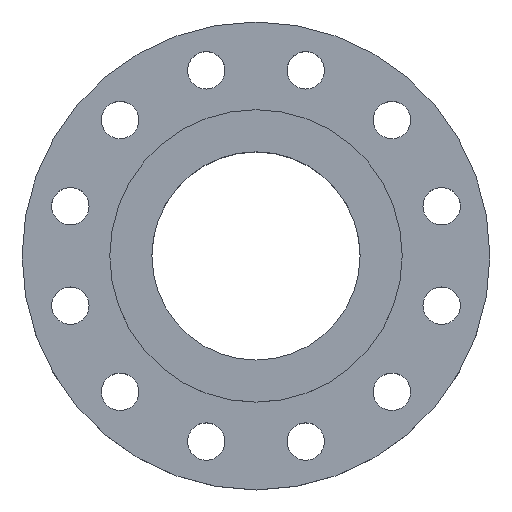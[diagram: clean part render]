
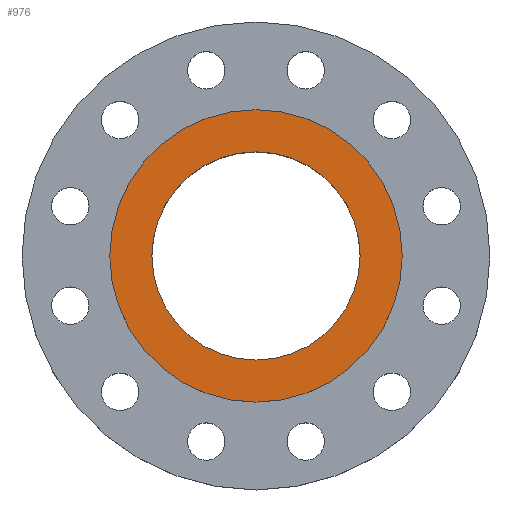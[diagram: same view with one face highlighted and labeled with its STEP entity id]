
A CAD part, top view. The second image highlights one B-rep face of the part: STEP entity #976.
In plain terms, the highlighted planar face has unit normal (0, 0, 1).
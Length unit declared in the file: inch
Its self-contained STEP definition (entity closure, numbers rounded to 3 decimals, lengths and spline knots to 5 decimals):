
#9 = EDGE_CURVE ( 'NONE', #1256, #942, #1168, .T. ) ;
#12 = ORIENTED_EDGE ( 'NONE', *, *, #1154, .F. ) ;
#34 = VERTEX_POINT ( 'NONE', #425 ) ;
#100 = CARTESIAN_POINT ( 'NONE',  ( 0., 0., 0.25 ) ) ;
#106 = DIRECTION ( 'NONE',  ( 1., 0., 0. ) ) ;
#142 = CARTESIAN_POINT ( 'NONE',  ( -3.115, 0., 0.25 ) ) ;
#178 = DIRECTION ( 'NONE',  ( 1., 0., 0. ) ) ;
#209 = DIRECTION ( 'NONE',  ( 0., 0., 1. ) ) ;
#236 = FACE_BOUND ( 'NONE', #1361, .T. ) ;
#269 = ORIENTED_EDGE ( 'NONE', *, *, #9, .F. ) ;
#292 = CIRCLE ( 'NONE', #441, 3.115 ) ;
#302 = DIRECTION ( 'NONE',  ( 0., 0., 1. ) ) ;
#305 = CARTESIAN_POINT ( 'NONE',  ( -4.375, 0., 0.25 ) ) ;
#315 = DIRECTION ( 'NONE',  ( 0., 0., 1. ) ) ;
#348 = FACE_OUTER_BOUND ( 'NONE', #1354, .T. ) ;
#395 = DIRECTION ( 'NONE',  ( 0., 0., 1. ) ) ;
#417 = CIRCLE ( 'NONE', #1076, 4.375 ) ;
#423 = CARTESIAN_POINT ( 'NONE',  ( 0., 0., 0.25 ) ) ;
#424 = EDGE_CURVE ( 'NONE', #34, #910, #417, .T. ) ;
#425 = CARTESIAN_POINT ( 'NONE',  ( 4.375, 0., 0.25 ) ) ;
#441 = AXIS2_PLACEMENT_3D ( 'NONE', #423, #209, #539 ) ;
#539 = DIRECTION ( 'NONE',  ( 1., 0., 0. ) ) ;
#555 = CARTESIAN_POINT ( 'NONE',  ( 0., 0., 0.25 ) ) ;
#579 = AXIS2_PLACEMENT_3D ( 'NONE', #1069, #742, #1297 ) ;
#652 = AXIS2_PLACEMENT_3D ( 'NONE', #100, #315, #106 ) ;
#720 = ORIENTED_EDGE ( 'NONE', *, *, #822, .T. ) ;
#742 = DIRECTION ( 'NONE',  ( 0., 0., 1. ) ) ;
#754 = CARTESIAN_POINT ( 'NONE',  ( 3.115, 0., 0.25 ) ) ;
#822 = EDGE_CURVE ( 'NONE', #910, #34, #1284, .T. ) ;
#836 = AXIS2_PLACEMENT_3D ( 'NONE', #1319, #395, #178 ) ;
#901 = PLANE ( 'NONE',  #836 ) ;
#910 = VERTEX_POINT ( 'NONE', #305 ) ;
#942 = VERTEX_POINT ( 'NONE', #142 ) ;
#976 = ADVANCED_FACE ( 'NONE', ( #236, #348 ), #901, .T. ) ;
#1069 = CARTESIAN_POINT ( 'NONE',  ( 0., 0., 0.25 ) ) ;
#1076 = AXIS2_PLACEMENT_3D ( 'NONE', #555, #302, #1299 ) ;
#1134 = ORIENTED_EDGE ( 'NONE', *, *, #424, .T. ) ;
#1154 = EDGE_CURVE ( 'NONE', #942, #1256, #292, .T. ) ;
#1168 = CIRCLE ( 'NONE', #579, 3.115 ) ;
#1256 = VERTEX_POINT ( 'NONE', #754 ) ;
#1284 = CIRCLE ( 'NONE', #652, 4.375 ) ;
#1297 = DIRECTION ( 'NONE',  ( 1., 0., 0. ) ) ;
#1299 = DIRECTION ( 'NONE',  ( 1., 0., 0. ) ) ;
#1319 = CARTESIAN_POINT ( 'NONE',  ( 0., 0., 0.25 ) ) ;
#1354 = EDGE_LOOP ( 'NONE', ( #720, #1134 ) ) ;
#1361 = EDGE_LOOP ( 'NONE', ( #12, #269 ) ) ;
